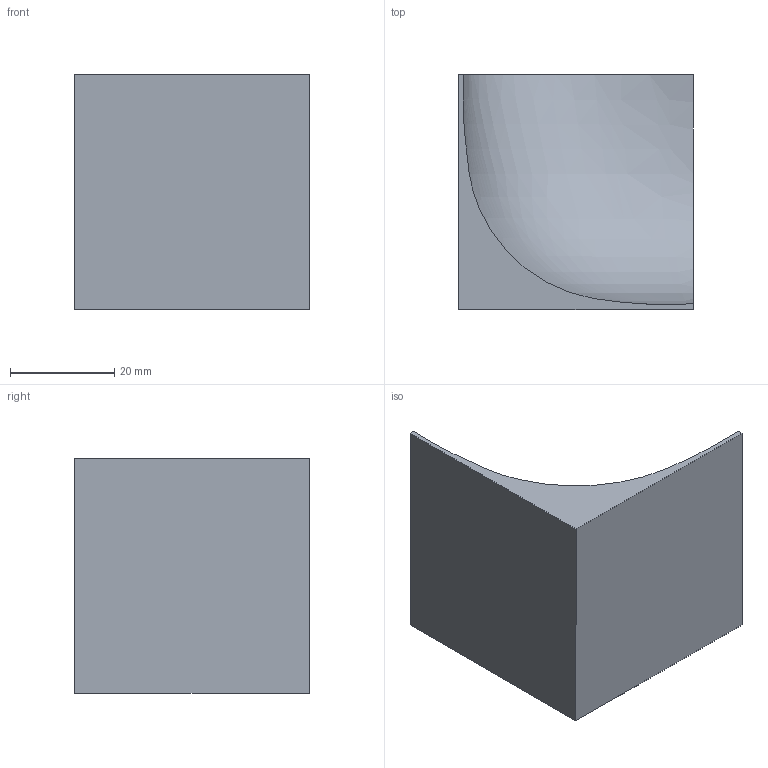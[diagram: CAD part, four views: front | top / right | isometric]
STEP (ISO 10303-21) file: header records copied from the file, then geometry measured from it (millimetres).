
FILE_DESCRIPTION (( 'STEP AP203' ), '1' );
FILE_NAME ('Part2.STEP', '2017-12-04T04:16:35', ( 'default' ), ( '' ), 'SwSTEP 2.0', 'SolidWorks 2017', '' );
FILE_SCHEMA (( 'CONFIG_CONTROL_DESIGN' ));
Length unit declared in the file: millimetre
Products named in the file (1): Part2
Bounding box: 45 x 45 x 45 mm (x, y, z)
Volume: 36120.5 mm3; surface area: 10524.6 mm2
Topology: 1 solids, 1 shells, 7 faces, 22 edges, 16 vertices
Faces by surface type: plane 6, bspline 1
Entity records: 649 total; most frequent: CARTESIAN_POINT 397, ORIENTED_EDGE 42, DIRECTION 25, EDGE_CURVE 21, VERTEX_POINT 16, LINE 11, VECTOR 11, B_SPLINE_CURVE_WITH_KNOTS 10
